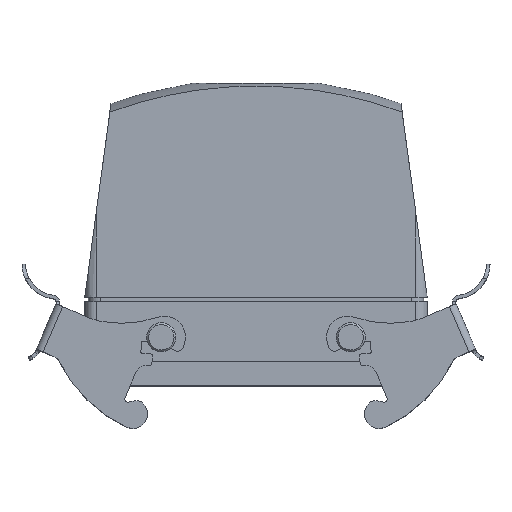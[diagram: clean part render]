
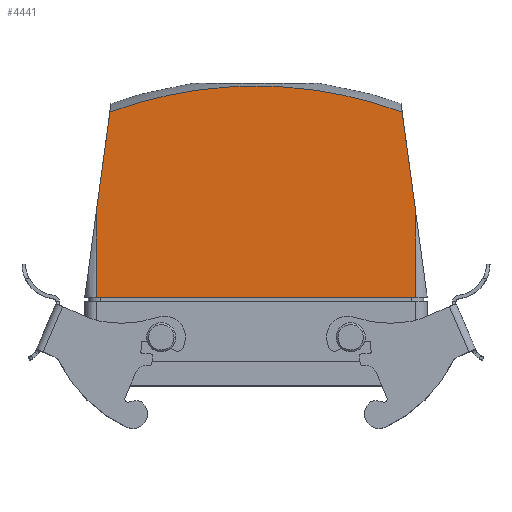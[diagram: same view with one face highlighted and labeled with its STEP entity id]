
A CAD part, top view. The second image highlights one B-rep face of the part: STEP entity #4441.
In plain terms, the highlighted planar face has unit normal (0, 0, 1).
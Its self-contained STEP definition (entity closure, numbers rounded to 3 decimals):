
#1479 = VECTOR ( 'NONE', #2005, 1000. ) ;
#1481 = CIRCLE ( 'NONE', #1483, 116.583 ) ;
#1482 = VECTOR ( 'NONE', #2010, 1000. ) ;
#1483 = AXIS2_PLACEMENT_3D ( 'NONE', #2011, #2012, #2013 ) ;
#1484 = VECTOR ( 'NONE', #2015, 1000. ) ;
#1486 = VECTOR ( 'NONE', #2017, 1000. ) ;
#1488 = VECTOR ( 'NONE', #2019, 1000. ) ;
#2004 = CARTESIAN_POINT ( 'NONE',  ( 3.2, 65.55, 43.5 ) ) ;
#2005 = DIRECTION ( 'NONE',  ( 0., -1., 0. ) ) ;
#2009 = CARTESIAN_POINT ( 'NONE',  ( 0., 17.55, 43.5 ) ) ;
#2010 = DIRECTION ( 'NONE',  ( 0.134, 0.991, 0. ) ) ;
#2011 = CARTESIAN_POINT ( 'NONE',  ( 47., -41.117, 43.5 ) ) ;
#2012 = DIRECTION ( 'NONE',  ( 0., 0., -1. ) ) ;
#2013 = DIRECTION ( 'NONE',  ( 1., 0., 0. ) ) ;
#2014 = CARTESIAN_POINT ( 'NONE',  ( 3.2, 17.55, 43.5 ) ) ;
#2015 = DIRECTION ( 'NONE',  ( 1., 0., 0. ) ) ;
#2016 = CARTESIAN_POINT ( 'NONE',  ( 90.8, 65.55, 43.5 ) ) ;
#2017 = DIRECTION ( 'NONE',  ( 0., -1., 0. ) ) ;
#2018 = CARTESIAN_POINT ( 'NONE',  ( 94., 17.55, 43.5 ) ) ;
#2019 = DIRECTION ( 'NONE',  ( 0.134, -0.991, 0. ) ) ;
#3733 = CARTESIAN_POINT ( 'NONE',  ( 90.8, 41.187, 43.5 ) ) ;
#3881 = CARTESIAN_POINT ( 'NONE',  ( 3.2, 17.55, 43.5 ) ) ;
#3888 = CARTESIAN_POINT ( 'NONE',  ( 90.8, 17.55, 43.5 ) ) ;
#3890 = CARTESIAN_POINT ( 'NONE',  ( 6.877, 68.345, 43.5 ) ) ;
#3893 = CARTESIAN_POINT ( 'NONE',  ( 3.2, 41.187, 43.5 ) ) ;
#3894 = CARTESIAN_POINT ( 'NONE',  ( 87.123, 68.345, 43.5 ) ) ;
#4441 = ADVANCED_FACE ( 'NONE', ( #10392 ), #11226, .F. ) ;
#6232 = EDGE_CURVE ( 'NONE', #9967, #9955, #7035, .T. ) ;
#6234 = EDGE_CURVE ( 'NONE', #9967, #9964, #7036, .T. ) ;
#6235 = EDGE_CURVE ( 'NONE', #9964, #9968, #1481, .T. ) ;
#6236 = EDGE_CURVE ( 'NONE', #9955, #9962, #7037, .T. ) ;
#6237 = EDGE_CURVE ( 'NONE', #9461, #9962, #7038, .T. ) ;
#6238 = EDGE_CURVE ( 'NONE', #9968, #9461, #7039, .T. ) ;
#7035 = LINE ( 'NONE', #2004, #1479 ) ;
#7036 = LINE ( 'NONE', #2009, #1482 ) ;
#7037 = LINE ( 'NONE', #2014, #1484 ) ;
#7038 = LINE ( 'NONE', #2016, #1486 ) ;
#7039 = LINE ( 'NONE', #2018, #1488 ) ;
#7759 = ORIENTED_EDGE ( 'NONE', *, *, #6235, .F. ) ;
#7760 = ORIENTED_EDGE ( 'NONE', *, *, #6236, .T. ) ;
#7761 = ORIENTED_EDGE ( 'NONE', *, *, #6234, .F. ) ;
#7762 = ORIENTED_EDGE ( 'NONE', *, *, #6232, .T. ) ;
#7763 = ORIENTED_EDGE ( 'NONE', *, *, #6238, .F. ) ;
#7764 = ORIENTED_EDGE ( 'NONE', *, *, #6237, .F. ) ;
#7997 = AXIS2_PLACEMENT_3D ( 'NONE', #11227, #11228, #11229 ) ;
#9461 = VERTEX_POINT ( 'NONE', #3733 ) ;
#9646 = EDGE_LOOP ( 'NONE', ( #7759, #7761, #7762, #7760, #7764, #7763 ) ) ;
#9955 = VERTEX_POINT ( 'NONE', #3881 ) ;
#9962 = VERTEX_POINT ( 'NONE', #3888 ) ;
#9964 = VERTEX_POINT ( 'NONE', #3890 ) ;
#9967 = VERTEX_POINT ( 'NONE', #3893 ) ;
#9968 = VERTEX_POINT ( 'NONE', #3894 ) ;
#10392 = FACE_OUTER_BOUND ( 'NONE', #9646, .T. ) ;
#11226 = PLANE ( 'NONE',  #7997 ) ;
#11227 = CARTESIAN_POINT ( 'NONE',  ( 3.2, 65.55, 43.5 ) ) ;
#11228 = DIRECTION ( 'NONE',  ( 0., 0., -1. ) ) ;
#11229 = DIRECTION ( 'NONE',  ( -1., 0., 0. ) ) ;
